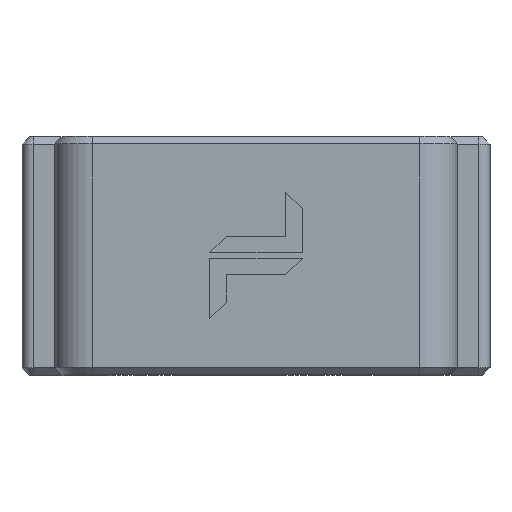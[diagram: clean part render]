
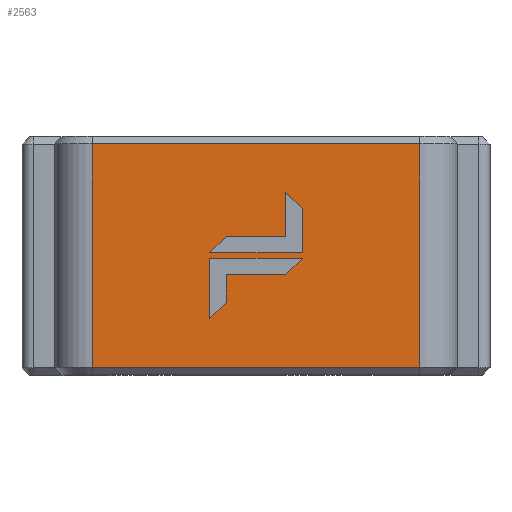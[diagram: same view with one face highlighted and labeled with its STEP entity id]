
A CAD part, top view. The second image highlights one B-rep face of the part: STEP entity #2563.
In plain terms, the highlighted planar face has unit normal (0, 0, 1).
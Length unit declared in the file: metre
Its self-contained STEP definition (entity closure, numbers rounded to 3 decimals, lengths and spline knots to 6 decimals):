
#47=PLANE('',#2819);
#236=LINE('',#4044,#513);
#239=LINE('',#4050,#516);
#241=LINE('',#4054,#518);
#243=LINE('',#4058,#520);
#245=LINE('',#4062,#522);
#247=LINE('',#4066,#524);
#254=LINE('',#4081,#531);
#257=LINE('',#4087,#534);
#259=LINE('',#4091,#536);
#261=LINE('',#4095,#538);
#263=LINE('',#4099,#540);
#265=LINE('',#4103,#542);
#280=LINE('',#4168,#557);
#283=LINE('',#4182,#560);
#312=LINE('',#4245,#589);
#313=LINE('',#4246,#590);
#513=VECTOR('',#3195,1.);
#516=VECTOR('',#3200,1.);
#518=VECTOR('',#3204,1.);
#520=VECTOR('',#3208,1.);
#522=VECTOR('',#3212,1.);
#524=VECTOR('',#3216,1.);
#531=VECTOR('',#3227,1.);
#534=VECTOR('',#3232,1.);
#536=VECTOR('',#3236,1.);
#538=VECTOR('',#3240,1.);
#540=VECTOR('',#3244,1.);
#542=VECTOR('',#3248,1.);
#557=VECTOR('',#3307,1.);
#560=VECTOR('',#3318,1.);
#589=VECTOR('',#3389,1.);
#590=VECTOR('',#3390,1.);
#1013=ORIENTED_EDGE('',*,*,#1662,.F.);
#1014=ORIENTED_EDGE('',*,*,#1698,.T.);
#1015=ORIENTED_EDGE('',*,*,#1656,.T.);
#1016=ORIENTED_EDGE('',*,*,#1699,.T.);
#1017=ORIENTED_EDGE('',*,*,#1627,.F.);
#1018=ORIENTED_EDGE('',*,*,#1616,.F.);
#1019=ORIENTED_EDGE('',*,*,#1619,.F.);
#1020=ORIENTED_EDGE('',*,*,#1621,.F.);
#1021=ORIENTED_EDGE('',*,*,#1623,.F.);
#1022=ORIENTED_EDGE('',*,*,#1625,.F.);
#1023=ORIENTED_EDGE('',*,*,#1609,.F.);
#1024=ORIENTED_EDGE('',*,*,#1598,.F.);
#1025=ORIENTED_EDGE('',*,*,#1601,.F.);
#1026=ORIENTED_EDGE('',*,*,#1603,.F.);
#1027=ORIENTED_EDGE('',*,*,#1605,.F.);
#1028=ORIENTED_EDGE('',*,*,#1607,.F.);
#1598=EDGE_CURVE('',#1959,#1960,#236,.T.);
#1601=EDGE_CURVE('',#1961,#1959,#239,.T.);
#1603=EDGE_CURVE('',#1962,#1961,#241,.T.);
#1605=EDGE_CURVE('',#1963,#1962,#243,.T.);
#1607=EDGE_CURVE('',#1964,#1963,#245,.T.);
#1609=EDGE_CURVE('',#1960,#1964,#247,.T.);
#1616=EDGE_CURVE('',#1971,#1972,#254,.T.);
#1619=EDGE_CURVE('',#1973,#1971,#257,.T.);
#1621=EDGE_CURVE('',#1974,#1973,#259,.T.);
#1623=EDGE_CURVE('',#1975,#1974,#261,.T.);
#1625=EDGE_CURVE('',#1976,#1975,#263,.T.);
#1627=EDGE_CURVE('',#1972,#1976,#265,.T.);
#1656=EDGE_CURVE('',#2005,#2006,#280,.T.);
#1662=EDGE_CURVE('',#2011,#2012,#283,.T.);
#1698=EDGE_CURVE('',#2011,#2005,#312,.T.);
#1699=EDGE_CURVE('',#2006,#2012,#313,.T.);
#1959=VERTEX_POINT('',#4045);
#1960=VERTEX_POINT('',#4046);
#1961=VERTEX_POINT('',#4051);
#1962=VERTEX_POINT('',#4055);
#1963=VERTEX_POINT('',#4059);
#1964=VERTEX_POINT('',#4063);
#1971=VERTEX_POINT('',#4082);
#1972=VERTEX_POINT('',#4083);
#1973=VERTEX_POINT('',#4088);
#1974=VERTEX_POINT('',#4092);
#1975=VERTEX_POINT('',#4096);
#1976=VERTEX_POINT('',#4100);
#2005=VERTEX_POINT('',#4169);
#2006=VERTEX_POINT('',#4170);
#2011=VERTEX_POINT('',#4181);
#2012=VERTEX_POINT('',#4183);
#2200=EDGE_LOOP('',(#1013,#1014,#1015,#1016));
#2201=EDGE_LOOP('',(#1017,#1018,#1019,#1020,#1021,#1022));
#2202=EDGE_LOOP('',(#1023,#1024,#1025,#1026,#1027,#1028));
#2371=FACE_BOUND('',#2200,.T.);
#2372=FACE_BOUND('',#2201,.T.);
#2373=FACE_BOUND('',#2202,.T.);
#2563=ADVANCED_FACE('',(#2371,#2372,#2373),#47,.T.);
#2819=AXIS2_PLACEMENT_3D('',#4244,#3387,#3388);
#3195=DIRECTION('',(1.,0.,0.));
#3200=DIRECTION('',(-0.707,-0.707,0.));
#3204=DIRECTION('',(-1.,0.,0.));
#3208=DIRECTION('',(0.,-1.,0.));
#3212=DIRECTION('',(-0.707,0.707,0.));
#3216=DIRECTION('',(0.,1.,0.));
#3227=DIRECTION('',(1.,0.,0.));
#3232=DIRECTION('',(0.,1.,0.));
#3236=DIRECTION('',(0.707,0.707,0.));
#3240=DIRECTION('',(0.,-1.,0.));
#3244=DIRECTION('',(-1.,0.,0.));
#3248=DIRECTION('',(0.707,0.707,0.));
#3307=DIRECTION('',(0.,-1.,0.));
#3318=DIRECTION('',(0.,-1.,0.));
#3387=DIRECTION('',(0.,0.,1.));
#3388=DIRECTION('',(1.,0.,0.));
#3389=DIRECTION('',(-1.,0.,0.));
#3390=DIRECTION('',(1.,0.,0.));
#4044=CARTESIAN_POINT('',(0.365866,0.28362,-0.040315));
#4045=CARTESIAN_POINT('',(0.362805,0.28362,-0.040315));
#4046=CARTESIAN_POINT('',(0.368927,0.28362,-0.040315));
#4050=CARTESIAN_POINT('',(0.36335,0.284165,-0.040315));
#4051=CARTESIAN_POINT('',(0.363895,0.28471,-0.040315));
#4054=CARTESIAN_POINT('',(0.365866,0.28471,-0.040315));
#4055=CARTESIAN_POINT('',(0.367838,0.28471,-0.040315));
#4058=CARTESIAN_POINT('',(0.367838,0.286168,-0.040315));
#4059=CARTESIAN_POINT('',(0.367838,0.287627,-0.040315));
#4062=CARTESIAN_POINT('',(0.368383,0.287082,-0.040315));
#4063=CARTESIAN_POINT('',(0.368927,0.286537,-0.040315));
#4066=CARTESIAN_POINT('',(0.368927,0.285079,-0.040315));
#4081=CARTESIAN_POINT('',(0.365866,0.282168,-0.040315));
#4082=CARTESIAN_POINT('',(0.363895,0.282168,-0.040315));
#4083=CARTESIAN_POINT('',(0.367838,0.282168,-0.040315));
#4087=CARTESIAN_POINT('',(0.363895,0.281266,-0.040315));
#4088=CARTESIAN_POINT('',(0.363895,0.280363,-0.040315));
#4091=CARTESIAN_POINT('',(0.36335,0.279819,-0.040315));
#4092=CARTESIAN_POINT('',(0.362805,0.279274,-0.040315));
#4095=CARTESIAN_POINT('',(0.362805,0.281266,-0.040315));
#4096=CARTESIAN_POINT('',(0.362805,0.283257,-0.040315));
#4099=CARTESIAN_POINT('',(0.365866,0.283257,-0.040315));
#4100=CARTESIAN_POINT('',(0.368927,0.283257,-0.040315));
#4103=CARTESIAN_POINT('',(0.368383,0.282712,-0.040315));
#4168=CARTESIAN_POINT('',(0.355016,0.283439,-0.040315));
#4169=CARTESIAN_POINT('',(0.355016,0.290839,-0.040315));
#4170=CARTESIAN_POINT('',(0.355016,0.276039,-0.040315));
#4181=CARTESIAN_POINT('',(0.376716,0.290839,-0.040315));
#4182=CARTESIAN_POINT('',(0.376716,0.09782,-0.040315));
#4183=CARTESIAN_POINT('',(0.376716,0.276039,-0.040315));
#4244=CARTESIAN_POINT('',(0.365866,0.283439,-0.040315));
#4245=CARTESIAN_POINT('',(0.365866,0.290839,-0.040315));
#4246=CARTESIAN_POINT('',(0.365866,0.276039,-0.040315));
